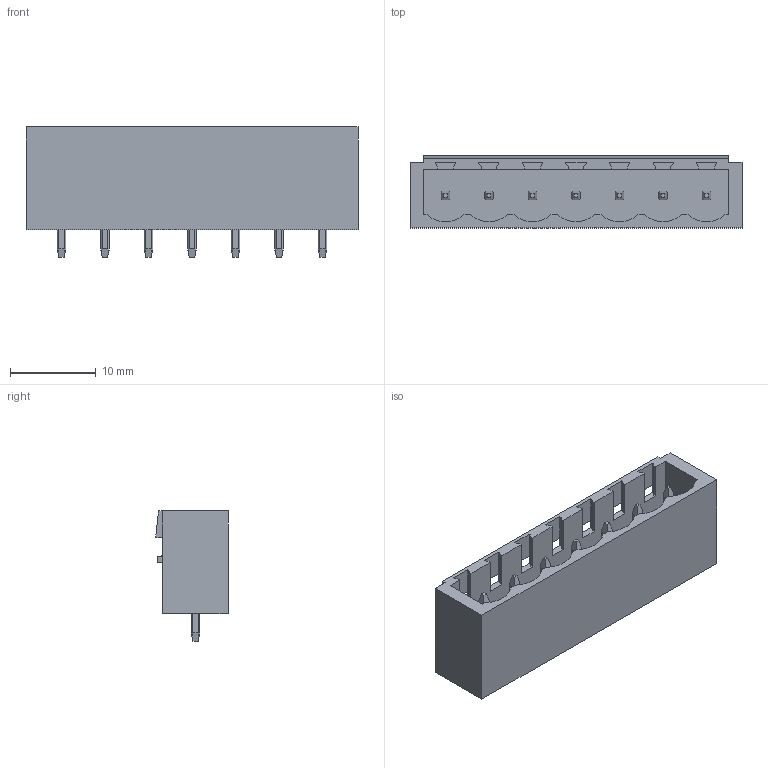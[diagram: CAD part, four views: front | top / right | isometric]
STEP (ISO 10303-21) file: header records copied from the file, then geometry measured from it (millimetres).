
FILE_DESCRIPTION(('CATIA V5 STEP Exchange','CAx-IF Rec.Pracs.--- Model Styling and Organization---1.2---2011-12-15'),'2;1');
FILE_NAME ('D1448995_0', '2018-10-26T05:32:24+00:00', ('none'), ('Weidmueller'), 'CATIA Version 5-6 Release 2014', 'CATIA V5 STEP AP214', 'none');
FILE_SCHEMA(('AUTOMOTIVE_DESIGN { 1 0 10303 214 1 1 1 1 }'));
Length unit declared in the file: millimetre
Products named in the file (1): 1146840000
Bounding box: 38.76 x 8.43 x 15.2 mm (x, y, z)
Volume: 1915 mm3; surface area: 2983.4 mm2
Topology: 8 solids, 8 shells, 275 faces, 817 edges, 546 vertices
Faces by surface type: plane 210, cylinder 65
Entity records: 8617 total; most frequent: CARTESIAN_POINT 1923, ORIENTED_EDGE 1634, DIRECTION 983, EDGE_CURVE 817, VECTOR 575, LINE 575, VERTEX_POINT 546, EDGE_LOOP 291
